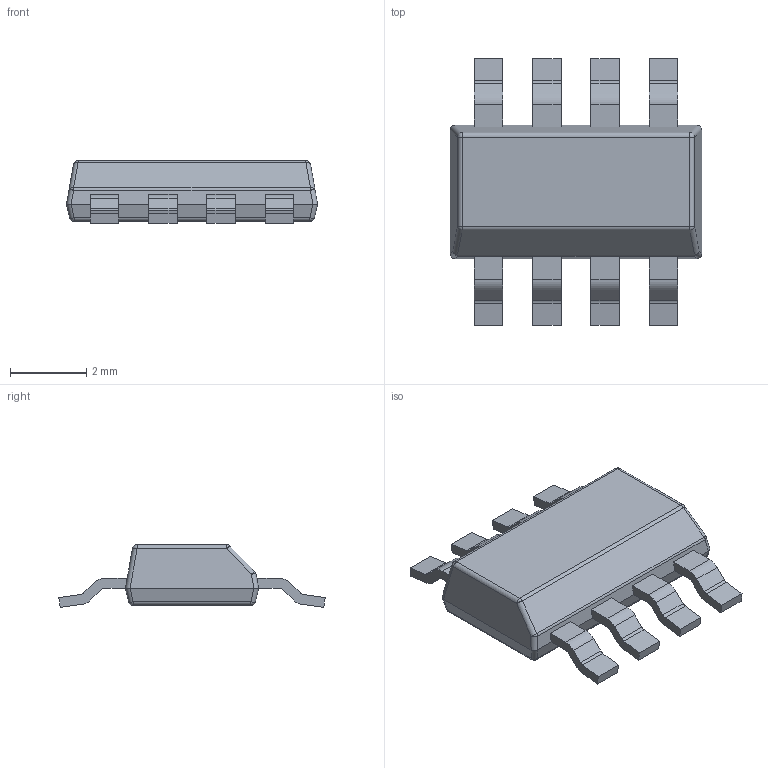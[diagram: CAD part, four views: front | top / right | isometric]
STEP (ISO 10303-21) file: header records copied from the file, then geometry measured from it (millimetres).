
FILE_DESCRIPTION( ( 'STEP Version 203' ), '1' );
FILE_NAME( 'SM8.stp', '01/25/18 15:06:22', ( 'horst_hofmann' ), ( ' ' ), 'PSStep 19.0.9', 'DesignModeler STEP Output', ' ' );
FILE_SCHEMA( ( 'CONFIG_CONTROL_DESIGN' ) );
Length unit declared in the file: metre
Products named in the file (9): Pin_1; Pin_2; Pin_3; Pin_4; Pin_5; Pin_6; Pin_7; Pin_8; Cap
Bounding box: 6.6 x 7 x 1.65 mm (x, y, z)
Volume: 35.7 mm3; surface area: 102.3 mm2
Topology: 9 solids, 9 shells, 152 faces, 372 edges, 230 vertices
Faces by surface type: plane 91, cylinder 51, sphere 10
Entity records: 4610 total; most frequent: CARTESIAN_POINT 787, DIRECTION 776, ORIENTED_EDGE 728, EDGE_CURVE 364, LINE 266, VECTOR 266, AXIS2_PLACEMENT_3D 255, VERTEX_POINT 230
